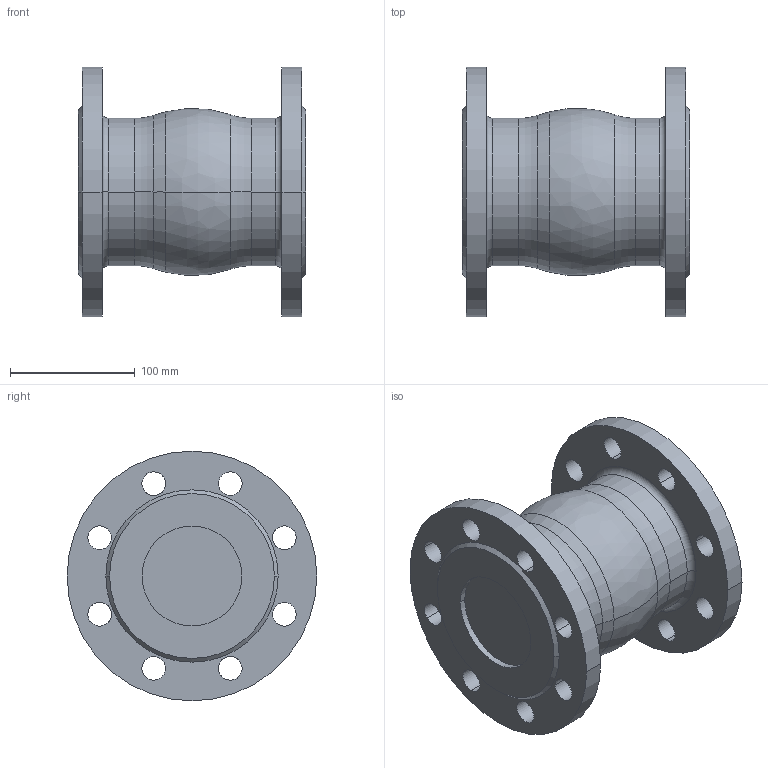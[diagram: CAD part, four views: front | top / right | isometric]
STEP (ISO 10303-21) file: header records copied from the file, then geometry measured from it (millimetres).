
FILE_DESCRIPTION((''),'2;1');
FILE_NAME('0D176383','2014-12-16T',('aspaegele'),(''),'PRO/ENGINEER BY PARAMETRIC TECHNOLOGY CORPORATION, 2010040','PRO/ENGINEER BY PARAMETRIC TECHNOLOGY CORPORATION, 2010040','');
FILE_SCHEMA(('AUTOMOTIVE_DESIGN_CC2 { 1 2 10303 214 -1 1 5 2 }'));
Length unit declared in the file: millimetre
Products named in the file (1): 0D176383
Bounding box: 182 x 200 x 200 mm (x, y, z)
Volume: 2707655.4 mm3; surface area: 188791.5 mm2
Topology: 1 solids, 1 shells, 68 faces, 166 edges, 106 vertices
Faces by surface type: cylinder 44, plane 8, torus 8, cone 4, bspline 4
Entity records: 3364 total; most frequent: COLOUR_RGB 629, CARTESIAN_POINT 448, DIRECTION 412, ORIENTED_EDGE 332, AXIS2_PLACEMENT_3D 182, PRESENTATION_STYLE_ASSIGNMENT 167, STYLED_ITEM 167, CURVE_STYLE 166
